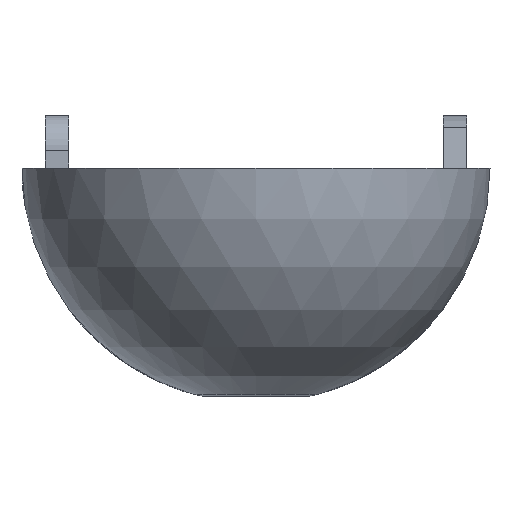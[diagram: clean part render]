
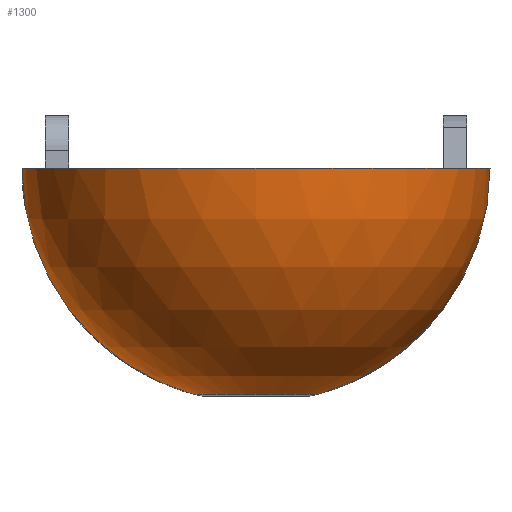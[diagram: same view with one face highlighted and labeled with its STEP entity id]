
A CAD part, left-side view. The second image highlights one B-rep face of the part: STEP entity #1300.
In plain terms, the highlighted spherical face has radius 20 mm.
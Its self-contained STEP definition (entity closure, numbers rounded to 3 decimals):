
#105=CARTESIAN_POINT('',(48.,171.092,-4.57));
#106=VERTEX_POINT('',#105);
#113=CARTESIAN_POINT('',(48.,185.762,14.749));
#114=VERTEX_POINT('',#113);
#115=CARTESIAN_POINT('',(48.,165.762,14.707));
#116=DIRECTION('',(1.,0.,0.));
#117=DIRECTION('',(0.,0.,-1.));
#118=AXIS2_PLACEMENT_3D('',#115,#116,#117);
#119=CIRCLE('',#118,20.);
#120=EDGE_CURVE('',#106,#114,#119,.T.);
#1216=CARTESIAN_POINT('',(48.,145.762,14.749));
#1217=VERTEX_POINT('',#1216);
#1218=CARTESIAN_POINT('',(48.,165.762,14.749));
#1219=DIRECTION('',(0.,-0.,1.));
#1220=DIRECTION('',(0.,-1.,-0.));
#1221=AXIS2_PLACEMENT_3D('',#1218,#1219,#1220);
#1222=CIRCLE('',#1221,20.);
#1223=EDGE_CURVE('',#114,#1217,#1222,.T.);
#1275=CARTESIAN_POINT('',(48.,165.762,14.707));
#1276=DIRECTION('',(0.,0.,1.));
#1277=DIRECTION('',(0.,-1.,0.));
#1278=AXIS2_PLACEMENT_3D('',#1275,#1276,#1277);
#1279=SPHERICAL_SURFACE('',#1278,20.);
#1280=ORIENTED_EDGE('',*,*,#120,.F.);
#1281=CARTESIAN_POINT('',(48.,160.432,-4.57));
#1282=VERTEX_POINT('',#1281);
#1283=CARTESIAN_POINT('',(48.,165.762,-4.57));
#1284=DIRECTION('',(0.,-0.,1.));
#1285=DIRECTION('',(0.,-1.,-0.));
#1286=AXIS2_PLACEMENT_3D('',#1283,#1284,#1285);
#1287=CIRCLE('',#1286,5.33);
#1288=EDGE_CURVE('',#106,#1282,#1287,.T.);
#1289=ORIENTED_EDGE('',*,*,#1288,.T.);
#1290=CARTESIAN_POINT('',(48.,165.762,14.707));
#1291=DIRECTION('',(1.,0.,0.));
#1292=DIRECTION('',(0.,0.,-1.));
#1293=AXIS2_PLACEMENT_3D('',#1290,#1291,#1292);
#1294=CIRCLE('',#1293,20.);
#1295=EDGE_CURVE('',#1217,#1282,#1294,.T.);
#1296=ORIENTED_EDGE('',*,*,#1295,.F.);
#1297=ORIENTED_EDGE('',*,*,#1223,.F.);
#1298=EDGE_LOOP('',(#1280,#1289,#1296,#1297));
#1299=FACE_BOUND('',#1298,.T.);
#1300=ADVANCED_FACE('',(#1299),#1279,.T.);
